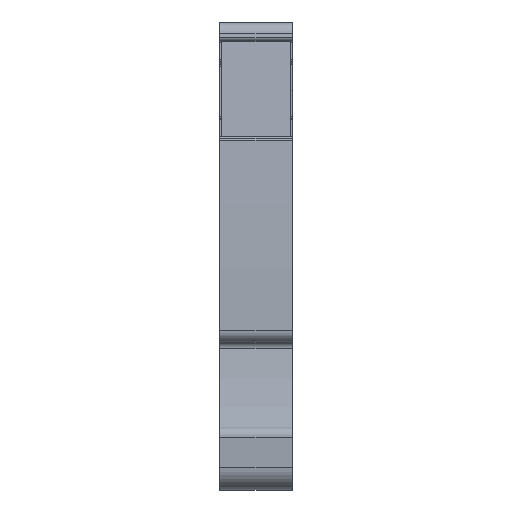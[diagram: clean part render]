
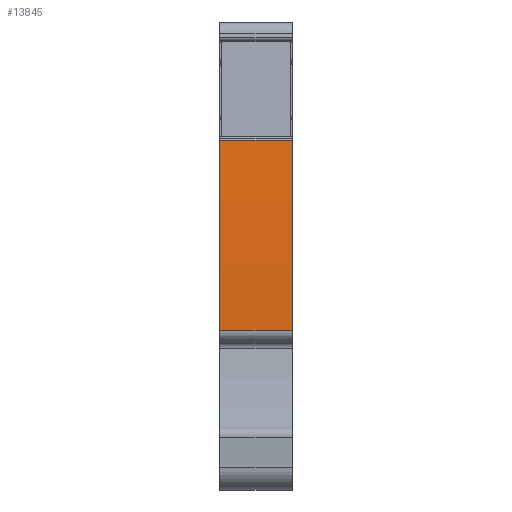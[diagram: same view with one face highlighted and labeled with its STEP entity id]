
A CAD part, front view. The second image highlights one B-rep face of the part: STEP entity #13845.
In plain terms, the highlighted cylindrical face has radius 198.503 mm (diameter 397.006 mm), a partial arc.
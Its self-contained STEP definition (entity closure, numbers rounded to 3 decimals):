
#10069=AXIS2_PLACEMENT_3D('Circle Axis2P3D',#10067,#10068,$) ;
#10076=AXIS2_PLACEMENT_3D('Circle Axis2P3D',#10074,#10075,$) ;
#13117=AXIS2_PLACEMENT_3D('Cylinder Axis2P3D',#13114,#13115,#13116) ;
#13835=AXIS2_PLACEMENT_3D('Circle Axis2P3D',#13833,#13834,$) ;
#10064=CARTESIAN_POINT('Vertex',(0.,1.529,13.435)) ;
#10067=CARTESIAN_POINT('Axis2P3D Location',(0.,200.457,16.508)) ;
#10071=CARTESIAN_POINT('Vertex',(0.,1.528,13.45)) ;
#10074=CARTESIAN_POINT('Axis2P3D Location',(0.,200.008,16.501)) ;
#10078=CARTESIAN_POINT('Vertex',(0.,1.929,29.464)) ;
#13114=CARTESIAN_POINT('Axis2P3D Location',(3.05,200.008,16.501)) ;
#13811=CARTESIAN_POINT('Vertex',(6.1,1.929,29.464)) ;
#13814=CARTESIAN_POINT('Line Origine',(3.05,1.929,29.464)) ;
#13826=CARTESIAN_POINT('Line Origine',(3.05,1.529,13.435)) ;
#13830=CARTESIAN_POINT('Vertex',(6.1,1.529,13.435)) ;
#13833=CARTESIAN_POINT('Axis2P3D Location',(6.1,200.008,16.501)) ;
#10068=DIRECTION('Axis2P3D Direction',(1.,0.,0.)) ;
#10075=DIRECTION('Axis2P3D Direction',(1.,0.,0.)) ;
#13115=DIRECTION('Axis2P3D Direction',(1.,0.,0.)) ;
#13116=DIRECTION('Axis2P3D XDirection',(0.,-0.994,0.111)) ;
#13815=DIRECTION('Vector Direction',(1.,0.,0.)) ;
#13827=DIRECTION('Vector Direction',(1.,0.,0.)) ;
#13834=DIRECTION('Axis2P3D Direction',(1.,0.,0.)) ;
#13816=VECTOR('Line Direction',#13815,1.) ;
#13828=VECTOR('Line Direction',#13827,1.) ;
#13839=ORIENTED_EDGE('',*,*,#10080,.T.) ;
#13840=ORIENTED_EDGE('',*,*,#10073,.T.) ;
#13841=ORIENTED_EDGE('',*,*,#13832,.T.) ;
#13842=ORIENTED_EDGE('',*,*,#13837,.F.) ;
#13843=ORIENTED_EDGE('',*,*,#13818,.F.) ;
#13845=ADVANCED_FACE('MLD',(#13844),#13118,.T.) ;
#10070=CIRCLE('generated circle',#10069,198.952) ;
#10077=CIRCLE('generated circle',#10076,198.503) ;
#13836=CIRCLE('generated circle',#13835,198.503) ;
#13118=CYLINDRICAL_SURFACE('generated cylinder',#13117,198.503) ;
#10073=EDGE_CURVE('',#10072,#10065,#10070,.T.) ;
#10080=EDGE_CURVE('',#10079,#10072,#10077,.T.) ;
#13818=EDGE_CURVE('',#10079,#13812,#13817,.T.) ;
#13832=EDGE_CURVE('',#10065,#13831,#13829,.T.) ;
#13837=EDGE_CURVE('',#13812,#13831,#13836,.T.) ;
#13838=EDGE_LOOP('',(#13839,#13840,#13841,#13842,#13843)) ;
#13844=FACE_OUTER_BOUND('',#13838,.T.) ;
#13817=LINE('Line',#13814,#13816) ;
#13829=LINE('Line',#13826,#13828) ;
#10065=VERTEX_POINT('',#10064) ;
#10072=VERTEX_POINT('',#10071) ;
#10079=VERTEX_POINT('',#10078) ;
#13812=VERTEX_POINT('',#13811) ;
#13831=VERTEX_POINT('',#13830) ;
